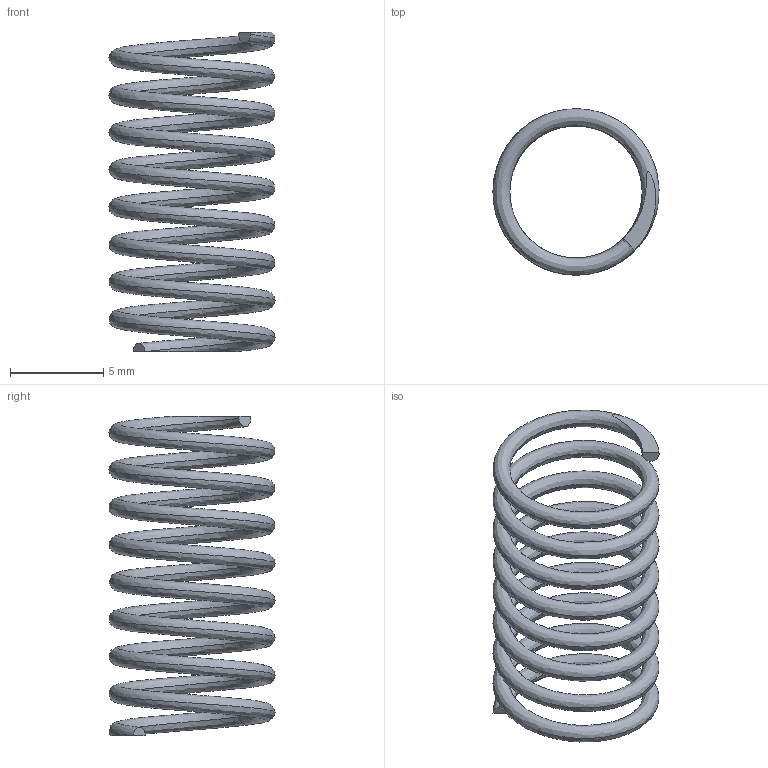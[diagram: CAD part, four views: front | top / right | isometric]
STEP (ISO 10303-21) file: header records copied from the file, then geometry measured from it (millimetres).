
FILE_DESCRIPTION(/* description */ (''),/* implementation_level */ '2;1');
FILE_NAME(/* name */ 'Bed level springs.stp',/* time_stamp */ '2020-11-19T20:18:52+03:00',/* author */ ('Max'),/* organization */ (''),/* preprocessor_version */ 'ST-DEVELOPER v16.5',/* originating_system */ 'Autodesk Inventor 2017',/* authorisation */ '');
FILE_SCHEMA (('AUTOMOTIVE_DESIGN { 1 0 10303 214 3 1 1 }'));
Length unit declared in the file: millimetre
Products named in the file (1): Bed level springs
Bounding box: 8.9 x 8.9 x 17.11 mm (x, y, z)
Volume: 135.1 mm3; surface area: 605.3 mm2
Topology: 1 solids, 1 shells, 6 faces, 10 edges, 6 vertices
Faces by surface type: plane 4, bspline 2
Entity records: 2975 total; most frequent: CARTESIAN_POINT 2823, ORIENTED_EDGE 20, DIRECTION 20, EDGE_CURVE 10, AXIS2_PLACEMENT_3D 9, STYLED_ITEM 7, FACE_OUTER_BOUND 6, EDGE_LOOP 6
